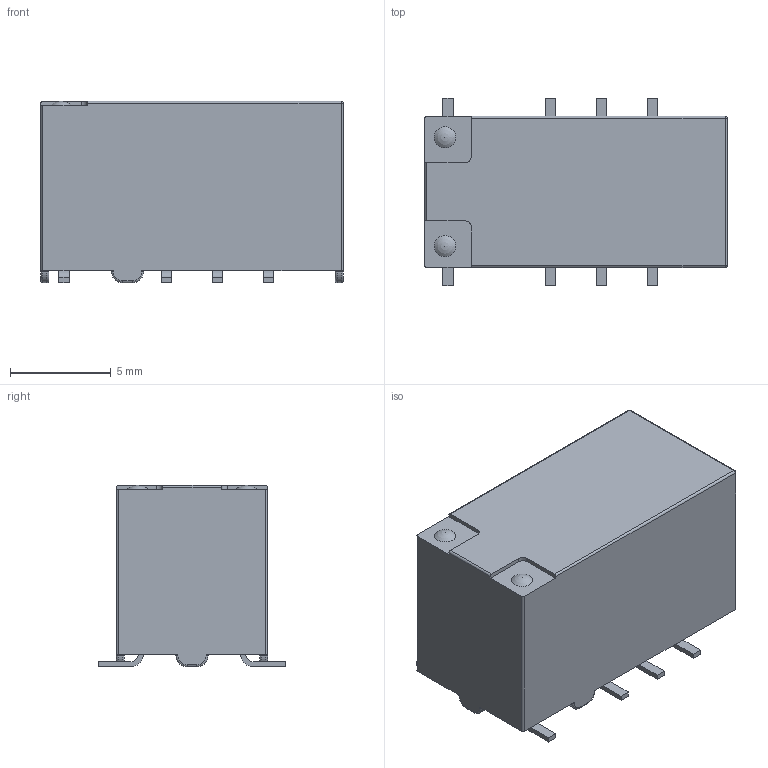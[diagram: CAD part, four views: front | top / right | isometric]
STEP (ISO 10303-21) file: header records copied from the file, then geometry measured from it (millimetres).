
FILE_DESCRIPTION(('FreeCAD Model'),'2;1');
FILE_NAME('Open CASCADE Shape Model','2025-01-27T17:57:02',(''),(''), 'Open CASCADE STEP processor 7.7','FreeCAD','Unknown');
FILE_SCHEMA(('AUTOMOTIVE_DESIGN { 1 0 10303 214 1 1 1 1 }'));
Length unit declared in the file: millimetre
Products named in the file (10): HFD3_SMD_8C; Pad3; Pad4; Pad5; Pad12; Pad1; Pad10; Pad9; Pad8; HFD3-body-003
Assembly tree (9 placements, depth 2):
  HFD3_SMD_8C
    Pad3
    Pad4
    Pad5
    Pad12
    Pad1
    Pad10
    Pad9
    Pad8
    HFD3-body-003
Bounding box: 15 x 9.3 x 9 mm (x, y, z)
Volume: 928.1 mm3; surface area: 650.2 mm2
Topology: 9 solids, 9 shells, 178 faces, 456 edges, 294 vertices
Faces by surface type: plane 96, cylinder 62, torus 16, sphere 4
Entity records: 5609 total; most frequent: DIRECTION 968, CARTESIAN_POINT 934, ORIENTED_EDGE 904, EDGE_CURVE 452, AXIS2_PLACEMENT_3D 328, LINE 312, VECTOR 312, VERTEX_POINT 294
